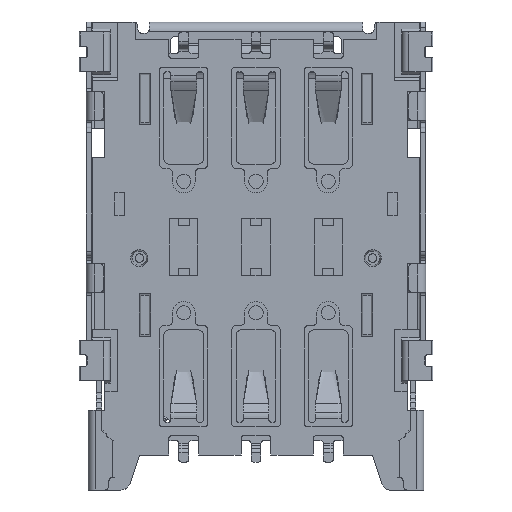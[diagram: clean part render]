
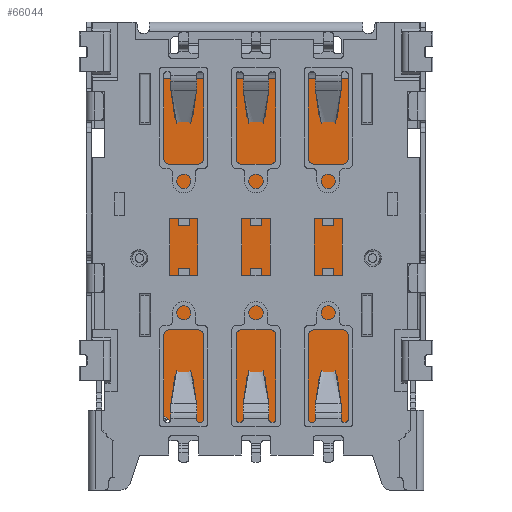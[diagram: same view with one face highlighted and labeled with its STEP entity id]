
A CAD part, front view. The second image highlights one B-rep face of the part: STEP entity #66044.
In plain terms, the highlighted planar face has unit normal (0, -1, 0).
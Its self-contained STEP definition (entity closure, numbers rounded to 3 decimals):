
#65847=CARTESIAN_POINT('',(-3.6,0.,5.35));
#65848=DIRECTION('',(0.,1.,0.));
#65849=DIRECTION('',(-1.,0.,0.));
#65850=AXIS2_PLACEMENT_3D('',#65847,#65848,#65849);
#65852=CARTESIAN_POINT('',(3.6,0.,5.35));
#65853=DIRECTION('',(0.,1.,0.));
#65854=DIRECTION('',(0.,0.,1.));
#65855=AXIS2_PLACEMENT_3D('',#65852,#65853,#65854);
#65857=CARTESIAN_POINT('',(3.6,0.,-5.35));
#65858=DIRECTION('',(0.,1.,0.));
#65859=DIRECTION('',(1.,0.,0.));
#65860=AXIS2_PLACEMENT_3D('',#65857,#65858,#65859);
#65862=CARTESIAN_POINT('',(-2.419,0.,-5.35));
#65863=DIRECTION('',(0.,1.,0.));
#65864=DIRECTION('',(0.,0.,-1.));
#65865=AXIS2_PLACEMENT_3D('',#65862,#65863,#65864);
#65867=DIRECTION('',(-0.707,0.,0.707));
#65868=VECTOR('',#65867,1.671);
#65869=CARTESIAN_POINT('',(-2.984,0.,-5.916));
#65870=LINE('',#65869,#65868);
#65871=CARTESIAN_POINT('',(-3.6,0.,-4.169));
#65872=DIRECTION('',(0.,1.,0.));
#65873=DIRECTION('',(-0.707,0.,-0.707));
#65874=AXIS2_PLACEMENT_3D('',#65871,#65872,#65873);
#65884=DIRECTION('',(0.,0.,-1.));
#65885=VECTOR('',#65884,9.519);
#65886=CARTESIAN_POINT('',(-4.4,0.,5.35));
#65887=LINE('',#65886,#65885);
#65949=DIRECTION('',(1.,0.,0.));
#65950=VECTOR('',#65949,6.019);
#65951=CARTESIAN_POINT('',(-2.419,0.,-6.15));
#65952=LINE('',#65951,#65950);
#65961=DIRECTION('',(0.,0.,1.));
#65962=VECTOR('',#65961,10.7);
#65963=CARTESIAN_POINT('',(4.4,0.,-5.35));
#65964=LINE('',#65963,#65962);
#65973=DIRECTION('',(-1.,0.,0.));
#65974=VECTOR('',#65973,7.2);
#65975=CARTESIAN_POINT('',(3.6,0.,6.15));
#65976=LINE('',#65975,#65974);
#65977=CARTESIAN_POINT('',(-4.4,0.,5.35));
#65978=CARTESIAN_POINT('',(-3.6,0.,6.15));
#65979=VERTEX_POINT('',#65977);
#65980=VERTEX_POINT('',#65978);
#65981=CARTESIAN_POINT('',(3.6,0.,6.15));
#65982=VERTEX_POINT('',#65981);
#65983=CARTESIAN_POINT('',(4.4,0.,5.35));
#65984=VERTEX_POINT('',#65983);
#65985=CARTESIAN_POINT('',(4.4,0.,-5.35));
#65986=VERTEX_POINT('',#65985);
#65987=CARTESIAN_POINT('',(3.6,0.,-6.15));
#65988=VERTEX_POINT('',#65987);
#65989=CARTESIAN_POINT('',(-2.419,0.,-6.15));
#65990=VERTEX_POINT('',#65989);
#65991=CARTESIAN_POINT('',(-2.984,0.,-5.916));
#65992=VERTEX_POINT('',#65991);
#65993=CARTESIAN_POINT('',(-4.166,0.,-4.734));
#65994=VERTEX_POINT('',#65993);
#65995=CARTESIAN_POINT('',(-4.4,0.,-4.169));
#65996=VERTEX_POINT('',#65995);
#66017=CARTESIAN_POINT('',(0.,0.,0.));
#66018=DIRECTION('',(0.,1.,0.));
#66019=DIRECTION('',(1.,0.,0.));
#66020=AXIS2_PLACEMENT_3D('',#66017,#66018,#66019);
#66021=PLANE('',#66020);
#66023=ORIENTED_EDGE('',*,*,#66022,.T.);
#66025=ORIENTED_EDGE('',*,*,#66024,.F.);
#66027=ORIENTED_EDGE('',*,*,#66026,.T.);
#66029=ORIENTED_EDGE('',*,*,#66028,.F.);
#66031=ORIENTED_EDGE('',*,*,#66030,.T.);
#66033=ORIENTED_EDGE('',*,*,#66032,.F.);
#66035=ORIENTED_EDGE('',*,*,#66034,.T.);
#66037=ORIENTED_EDGE('',*,*,#66036,.T.);
#66039=ORIENTED_EDGE('',*,*,#66038,.T.);
#66041=ORIENTED_EDGE('',*,*,#66040,.F.);
#66042=EDGE_LOOP('',(#66023,#66025,#66027,#66029,#66031,#66033,#66035,#66037,
#66039,#66041));
#66043=FACE_OUTER_BOUND('',#66042,.F.);
#66044=ADVANCED_FACE('',(#66043),#66021,.F.);
#65851=CIRCLE('',#65850,0.8);
#65856=CIRCLE('',#65855,0.8);
#65861=CIRCLE('',#65860,0.8);
#65866=CIRCLE('',#65865,0.8);
#65875=CIRCLE('',#65874,0.8);
#66022=EDGE_CURVE('',#65979,#65980,#65851,.T.);
#66024=EDGE_CURVE('',#65982,#65980,#65976,.T.);
#66026=EDGE_CURVE('',#65982,#65984,#65856,.T.);
#66028=EDGE_CURVE('',#65986,#65984,#65964,.T.);
#66030=EDGE_CURVE('',#65986,#65988,#65861,.T.);
#66032=EDGE_CURVE('',#65990,#65988,#65952,.T.);
#66034=EDGE_CURVE('',#65990,#65992,#65866,.T.);
#66036=EDGE_CURVE('',#65992,#65994,#65870,.T.);
#66038=EDGE_CURVE('',#65994,#65996,#65875,.T.);
#66040=EDGE_CURVE('',#65979,#65996,#65887,.T.);
